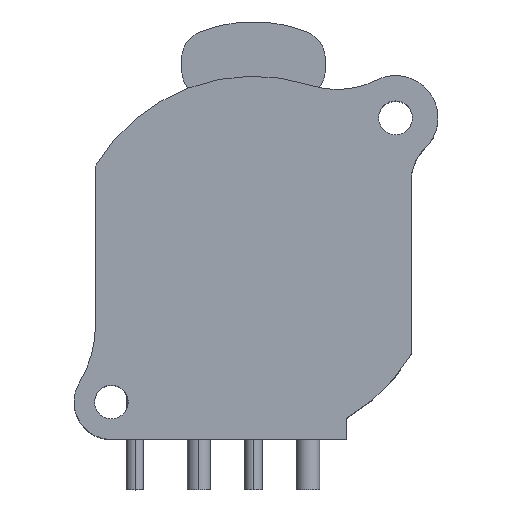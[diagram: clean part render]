
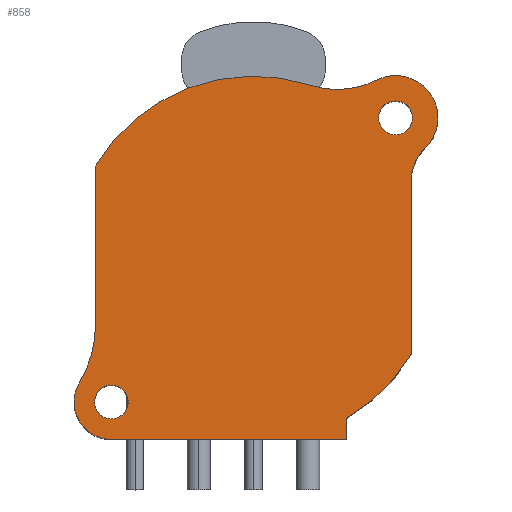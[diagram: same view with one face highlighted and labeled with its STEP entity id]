
A CAD part, top view. The second image highlights one B-rep face of the part: STEP entity #858.
In plain terms, the highlighted planar face has unit normal (0, 0, 1).
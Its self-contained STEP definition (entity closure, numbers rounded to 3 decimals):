
#18 = LINE ( 'NONE', #2110, #1451 ) ;
#45 = EDGE_CURVE ( 'NONE', #336, #1999, #1408, .T. ) ;
#47 = CARTESIAN_POINT ( 'NONE',  ( -11., -4.464, 19.5 ) ) ;
#80 = CARTESIAN_POINT ( 'NONE',  ( -11., 6.545, 19.5 ) ) ;
#87 = VERTEX_POINT ( 'NONE', #1770 ) ;
#106 = CIRCLE ( 'NONE', #1047, 2.6 ) ;
#128 = DIRECTION ( 'NONE',  ( 0., 0., -1. ) ) ;
#145 = ORIENTED_EDGE ( 'NONE', *, *, #1880, .T. ) ;
#154 = EDGE_LOOP ( 'NONE', ( #1033, #1164, #145, #241, #2382, #689, #1944, #2339, #783, #871, #1419, #2427 ) ) ;
#170 = CARTESIAN_POINT ( 'NONE',  ( -12.132, -8.567, 19.5 ) ) ;
#175 = AXIS2_PLACEMENT_3D ( 'NONE', #2575, #514, #738 ) ;
#200 = CARTESIAN_POINT ( 'NONE',  ( -11.075, -9.9, 19.5 ) ) ;
#209 = DIRECTION ( 'NONE',  ( 0., 0., -1. ) ) ;
#221 = AXIS2_PLACEMENT_3D ( 'NONE', #1396, #1159, #1962 ) ;
#225 = CARTESIAN_POINT ( 'NONE',  ( 6.5, -11.027, 19.5 ) ) ;
#226 = VERTEX_POINT ( 'NONE', #1184 ) ;
#241 = ORIENTED_EDGE ( 'NONE', *, *, #790, .T. ) ;
#250 = VERTEX_POINT ( 'NONE', #2005 ) ;
#258 = EDGE_CURVE ( 'NONE', #1999, #2140, #1230, .T. ) ;
#268 = CARTESIAN_POINT ( 'NONE',  ( 12.85, 9.9, 19.5 ) ) ;
#271 = EDGE_CURVE ( 'NONE', #961, #226, #2318, .T. ) ;
#287 = CARTESIAN_POINT ( 'NONE',  ( -8.725, -9.9, 19.5 ) ) ;
#295 = EDGE_CURVE ( 'NONE', #2316, #344, #2614, .T. ) ;
#319 = AXIS2_PLACEMENT_3D ( 'NONE', #1491, #2032, #828 ) ;
#336 = VERTEX_POINT ( 'NONE', #2259 ) ;
#337 = DIRECTION ( 'NONE',  ( 1., 0., 0. ) ) ;
#339 = EDGE_CURVE ( 'NONE', #552, #2221, #2047, .T. ) ;
#344 = VERTEX_POINT ( 'NONE', #887 ) ;
#356 = EDGE_CURVE ( 'NONE', #344, #1900, #18, .T. ) ;
#381 = CARTESIAN_POINT ( 'NONE',  ( 11., 0., 19.5 ) ) ;
#392 = ORIENTED_EDGE ( 'NONE', *, *, #2444, .T. ) ;
#398 = CARTESIAN_POINT ( 'NONE',  ( 0., -12.5, 19.5 ) ) ;
#432 = DIRECTION ( 'NONE',  ( 1., 0., 0. ) ) ;
#497 = AXIS2_PLACEMENT_3D ( 'NONE', #631, #879, #1482 ) ;
#514 = DIRECTION ( 'NONE',  ( 0., 0., 1. ) ) ;
#552 = VERTEX_POINT ( 'NONE', #268 ) ;
#575 = EDGE_CURVE ( 'NONE', #1153, #250, #742, .T. ) ;
#596 = DIRECTION ( 'NONE',  ( 0., 0., -1. ) ) ;
#610 = ORIENTED_EDGE ( 'NONE', *, *, #575, .T. ) ;
#619 = AXIS2_PLACEMENT_3D ( 'NONE', #1509, #128, #1319 ) ;
#631 = CARTESIAN_POINT ( 'NONE',  ( 0., 0., 19.5 ) ) ;
#689 = ORIENTED_EDGE ( 'NONE', *, *, #824, .T. ) ;
#693 = DIRECTION ( 'NONE',  ( 0., 0., 1. ) ) ;
#697 = VERTEX_POINT ( 'NONE', #170 ) ;
#709 = EDGE_CURVE ( 'NONE', #2221, #336, #2583, .T. ) ;
#738 = DIRECTION ( 'NONE',  ( 1., 0., 0. ) ) ;
#742 = CIRCLE ( 'NONE', #876, 1.175 ) ;
#763 = FACE_BOUND ( 'NONE', #2079, .T. ) ;
#783 = ORIENTED_EDGE ( 'NONE', *, *, #45, .T. ) ;
#790 = EDGE_CURVE ( 'NONE', #87, #961, #1667, .T. ) ;
#800 = CARTESIAN_POINT ( 'NONE',  ( 9.9, 9.9, 19.5 ) ) ;
#824 = EDGE_CURVE ( 'NONE', #226, #552, #1852, .T. ) ;
#828 = DIRECTION ( 'NONE',  ( 1., 0., 0. ) ) ;
#832 = DIRECTION ( 'NONE',  ( 1., 0., 0. ) ) ;
#858 = ADVANCED_FACE ( 'NONE', ( #1549, #1535, #763 ), #1948, .T. ) ;
#871 = ORIENTED_EDGE ( 'NONE', *, *, #258, .T. ) ;
#876 = AXIS2_PLACEMENT_3D ( 'NONE', #2433, #596, #1418 ) ;
#879 = DIRECTION ( 'NONE',  ( 0., 0., 1. ) ) ;
#887 = CARTESIAN_POINT ( 'NONE',  ( 6.5, -12.5, 19.5 ) ) ;
#908 = DIRECTION ( 'NONE',  ( 0., 0., -1. ) ) ;
#955 = DIRECTION ( 'NONE',  ( 0., 0., 1. ) ) ;
#961 = VERTEX_POINT ( 'NONE', #2343 ) ;
#1003 = AXIS2_PLACEMENT_3D ( 'NONE', #1741, #1881, #2346 ) ;
#1020 = CIRCLE ( 'NONE', #2130, 1.175 ) ;
#1033 = ORIENTED_EDGE ( 'NONE', *, *, #295, .T. ) ;
#1039 = AXIS2_PLACEMENT_3D ( 'NONE', #1332, #955, #337 ) ;
#1047 = AXIS2_PLACEMENT_3D ( 'NONE', #2571, #693, #1959 ) ;
#1063 = AXIS2_PLACEMENT_3D ( 'NONE', #800, #1815, #2461 ) ;
#1096 = DIRECTION ( 'NONE',  ( 1., 0., 0. ) ) ;
#1153 = VERTEX_POINT ( 'NONE', #2426 ) ;
#1159 = DIRECTION ( 'NONE',  ( 0., 0., -1. ) ) ;
#1161 = VERTEX_POINT ( 'NONE', #200 ) ;
#1164 = ORIENTED_EDGE ( 'NONE', *, *, #356, .T. ) ;
#1184 = CARTESIAN_POINT ( 'NONE',  ( 11.933, 7.762, 19.5 ) ) ;
#1202 = DIRECTION ( 'NONE',  ( 0., 1., 0. ) ) ;
#1205 = DIRECTION ( 'NONE',  ( 0., -1., 0. ) ) ;
#1230 = LINE ( 'NONE', #2428, #2402 ) ;
#1252 = VECTOR ( 'NONE', #1202, 1000. ) ;
#1261 = CIRCLE ( 'NONE', #619, 1.175 ) ;
#1298 = CARTESIAN_POINT ( 'NONE',  ( -9.9, -9.9, 19.5 ) ) ;
#1319 = DIRECTION ( 'NONE',  ( 1., 0., 0. ) ) ;
#1322 = ORIENTED_EDGE ( 'NONE', *, *, #1403, .T. ) ;
#1332 = CARTESIAN_POINT ( 'NONE',  ( 0., 0., 19.5 ) ) ;
#1388 = DIRECTION ( 'NONE',  ( 1., 0., 0. ) ) ;
#1396 = CARTESIAN_POINT ( 'NONE',  ( 5.833, 17.872, 19.5 ) ) ;
#1403 = EDGE_CURVE ( 'NONE', #1161, #1486, #1261, .T. ) ;
#1408 = CIRCLE ( 'NONE', #175, 12.8 ) ;
#1418 = DIRECTION ( 'NONE',  ( -1., 0., 0. ) ) ;
#1419 = ORIENTED_EDGE ( 'NONE', *, *, #1789, .T. ) ;
#1435 = DIRECTION ( 'NONE',  ( 0., 0., 1. ) ) ;
#1451 = VECTOR ( 'NONE', #2050, 1000. ) ;
#1467 = EDGE_CURVE ( 'NONE', #697, #2316, #106, .T. ) ;
#1482 = DIRECTION ( 'NONE',  ( 1., 0., 0. ) ) ;
#1486 = VERTEX_POINT ( 'NONE', #287 ) ;
#1491 = CARTESIAN_POINT ( 'NONE',  ( -19., -4.464, 19.5 ) ) ;
#1494 = CARTESIAN_POINT ( 'NONE',  ( 9.9, 9.9, 19.5 ) ) ;
#1498 = AXIS2_PLACEMENT_3D ( 'NONE', #2231, #209, #832 ) ;
#1509 = CARTESIAN_POINT ( 'NONE',  ( -9.9, -9.9, 19.5 ) ) ;
#1535 = FACE_OUTER_BOUND ( 'NONE', #154, .T. ) ;
#1549 = FACE_BOUND ( 'NONE', #2298, .T. ) ;
#1589 = CARTESIAN_POINT ( 'NONE',  ( 8.559, 12.528, 19.5 ) ) ;
#1644 = CIRCLE ( 'NONE', #497, 12.8 ) ;
#1659 = CIRCLE ( 'NONE', #1063, 1.175 ) ;
#1667 = LINE ( 'NONE', #381, #1252 ) ;
#1690 = CIRCLE ( 'NONE', #319, 8. ) ;
#1741 = CARTESIAN_POINT ( 'NONE',  ( 9.9, 9.9, 19.5 ) ) ;
#1770 = CARTESIAN_POINT ( 'NONE',  ( 11., -6.545, 19.5 ) ) ;
#1789 = EDGE_CURVE ( 'NONE', #2140, #697, #1690, .T. ) ;
#1815 = DIRECTION ( 'NONE',  ( 0., 0., -1. ) ) ;
#1852 = CIRCLE ( 'NONE', #1003, 2.95 ) ;
#1879 = ORIENTED_EDGE ( 'NONE', *, *, #2604, .T. ) ;
#1880 = EDGE_CURVE ( 'NONE', #1900, #87, #1644, .T. ) ;
#1881 = DIRECTION ( 'NONE',  ( 0., 0., 1. ) ) ;
#1900 = VERTEX_POINT ( 'NONE', #225 ) ;
#1944 = ORIENTED_EDGE ( 'NONE', *, *, #339, .T. ) ;
#1948 = PLANE ( 'NONE',  #1039 ) ;
#1959 = DIRECTION ( 'NONE',  ( 1., 0., 0. ) ) ;
#1962 = DIRECTION ( 'NONE',  ( 1., 0., 0. ) ) ;
#1999 = VERTEX_POINT ( 'NONE', #80 ) ;
#2005 = CARTESIAN_POINT ( 'NONE',  ( 11.075, 9.9, 19.5 ) ) ;
#2032 = DIRECTION ( 'NONE',  ( 0., 0., -1. ) ) ;
#2047 = CIRCLE ( 'NONE', #2450, 2.95 ) ;
#2050 = DIRECTION ( 'NONE',  ( 0., 1., 0. ) ) ;
#2079 = EDGE_LOOP ( 'NONE', ( #610, #1879 ) ) ;
#2096 = VECTOR ( 'NONE', #1388, 1000. ) ;
#2110 = CARTESIAN_POINT ( 'NONE',  ( 6.5, -11.027, 19.5 ) ) ;
#2130 = AXIS2_PLACEMENT_3D ( 'NONE', #1298, #908, #1096 ) ;
#2140 = VERTEX_POINT ( 'NONE', #47 ) ;
#2221 = VERTEX_POINT ( 'NONE', #1589 ) ;
#2231 = CARTESIAN_POINT ( 'NONE',  ( 14., 5.588, 19.5 ) ) ;
#2259 = CARTESIAN_POINT ( 'NONE',  ( 3.971, 12.168, 19.5 ) ) ;
#2263 = CARTESIAN_POINT ( 'NONE',  ( -9.9, -12.5, 19.5 ) ) ;
#2298 = EDGE_LOOP ( 'NONE', ( #392, #1322 ) ) ;
#2316 = VERTEX_POINT ( 'NONE', #2263 ) ;
#2318 = CIRCLE ( 'NONE', #1498, 3. ) ;
#2339 = ORIENTED_EDGE ( 'NONE', *, *, #709, .T. ) ;
#2343 = CARTESIAN_POINT ( 'NONE',  ( 11., 5.588, 19.5 ) ) ;
#2346 = DIRECTION ( 'NONE',  ( 1., 0., 0. ) ) ;
#2382 = ORIENTED_EDGE ( 'NONE', *, *, #271, .T. ) ;
#2402 = VECTOR ( 'NONE', #1205, 1000. ) ;
#2426 = CARTESIAN_POINT ( 'NONE',  ( 8.725, 9.9, 19.5 ) ) ;
#2427 = ORIENTED_EDGE ( 'NONE', *, *, #1467, .T. ) ;
#2428 = CARTESIAN_POINT ( 'NONE',  ( -11., 0., 19.5 ) ) ;
#2433 = CARTESIAN_POINT ( 'NONE',  ( 9.9, 9.9, 19.5 ) ) ;
#2444 = EDGE_CURVE ( 'NONE', #1486, #1161, #1020, .T. ) ;
#2450 = AXIS2_PLACEMENT_3D ( 'NONE', #1494, #1435, #432 ) ;
#2461 = DIRECTION ( 'NONE',  ( -1., 0., 0. ) ) ;
#2571 = CARTESIAN_POINT ( 'NONE',  ( -9.9, -9.9, 19.5 ) ) ;
#2575 = CARTESIAN_POINT ( 'NONE',  ( 0., 0., 19.5 ) ) ;
#2583 = CIRCLE ( 'NONE', #221, 6. ) ;
#2604 = EDGE_CURVE ( 'NONE', #250, #1153, #1659, .T. ) ;
#2614 = LINE ( 'NONE', #398, #2096 ) ;
